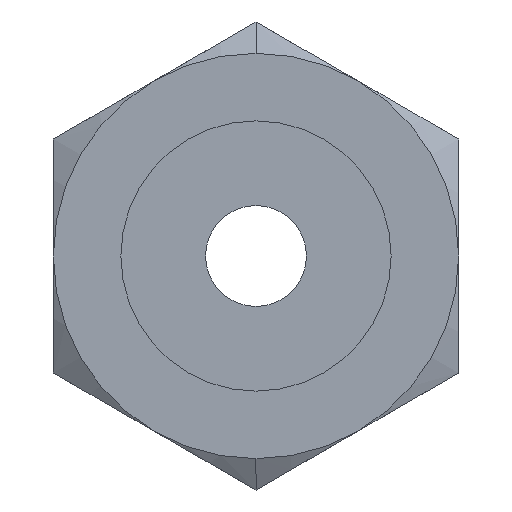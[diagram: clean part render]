
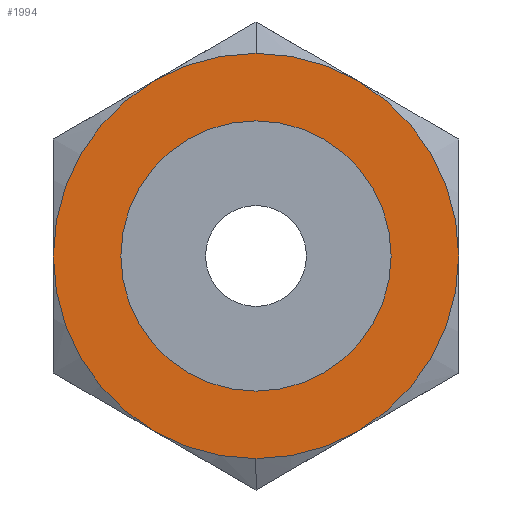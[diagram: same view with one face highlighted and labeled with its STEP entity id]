
A CAD part, left-side view. The second image highlights one B-rep face of the part: STEP entity #1994.
In plain terms, the highlighted planar face has unit normal (-1, 0, 0).
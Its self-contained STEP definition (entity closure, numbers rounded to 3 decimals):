
#311 = VERTEX_POINT ( 'NONE', #10437 ) ;
#340 = VERTEX_POINT ( 'NONE', #7198 ) ;
#468 = CARTESIAN_POINT ( 'NONE',  ( 0., 0., -9.525 ) ) ;
#621 = EDGE_CURVE ( 'NONE', #311, #9105, #2677, .T. ) ;
#955 = DIRECTION ( 'NONE',  ( 1., 0., 0. ) ) ;
#1121 = AXIS2_PLACEMENT_3D ( 'NONE', #9279, #955, #4302 ) ;
#1652 = ORIENTED_EDGE ( 'NONE', *, *, #6221, .F. ) ;
#1794 = CIRCLE ( 'NONE', #9779, 9.525 ) ;
#1994 = ADVANCED_FACE ( 'NONE', ( #2899, #7992 ), #7112, .T. ) ;
#2513 = VERTEX_POINT ( 'NONE', #7309 ) ;
#2677 = CIRCLE ( 'NONE', #1121, 9.525 ) ;
#2899 = FACE_BOUND ( 'NONE', #6909, .T. ) ;
#2933 = ORIENTED_EDGE ( 'NONE', *, *, #2948, .T. ) ;
#2948 = EDGE_CURVE ( 'NONE', #9105, #311, #1794, .T. ) ;
#2992 = EDGE_LOOP ( 'NONE', ( #5940, #1652 ) ) ;
#3226 = AXIS2_PLACEMENT_3D ( 'NONE', #3490, #5085, #3426 ) ;
#3426 = DIRECTION ( 'NONE',  ( 0., 0., -1. ) ) ;
#3490 = CARTESIAN_POINT ( 'NONE',  ( 0., 0., 0. ) ) ;
#4302 = DIRECTION ( 'NONE',  ( 0., 0., 1. ) ) ;
#4476 = EDGE_CURVE ( 'NONE', #2513, #340, #8373, .T. ) ;
#5085 = DIRECTION ( 'NONE',  ( 1., 0., 0. ) ) ;
#5292 = DIRECTION ( 'NONE',  ( 1., 0., 0. ) ) ;
#5365 = DIRECTION ( 'NONE',  ( -1., 0., 0. ) ) ;
#5709 = ORIENTED_EDGE ( 'NONE', *, *, #621, .T. ) ;
#5940 = ORIENTED_EDGE ( 'NONE', *, *, #4476, .F. ) ;
#6221 = EDGE_CURVE ( 'NONE', #340, #2513, #7597, .T. ) ;
#6909 = EDGE_LOOP ( 'NONE', ( #2933, #5709 ) ) ;
#6934 = CARTESIAN_POINT ( 'NONE',  ( 0., 0., 0. ) ) ;
#7112 = PLANE ( 'NONE',  #7167 ) ;
#7167 = AXIS2_PLACEMENT_3D ( 'NONE', #9533, #5365, #7889 ) ;
#7198 = CARTESIAN_POINT ( 'NONE',  ( 0., 0., -14.285 ) ) ;
#7309 = CARTESIAN_POINT ( 'NONE',  ( 0., 0., 14.285 ) ) ;
#7406 = DIRECTION ( 'NONE',  ( 1., 0., 0. ) ) ;
#7597 = CIRCLE ( 'NONE', #3226, 14.285 ) ;
#7866 = DIRECTION ( 'NONE',  ( 0., 0., -1. ) ) ;
#7889 = DIRECTION ( 'NONE',  ( 0., 0., 1. ) ) ;
#7992 = FACE_OUTER_BOUND ( 'NONE', #2992, .T. ) ;
#8373 = CIRCLE ( 'NONE', #9944, 14.285 ) ;
#8894 = CARTESIAN_POINT ( 'NONE',  ( 0., 0., 0. ) ) ;
#9105 = VERTEX_POINT ( 'NONE', #468 ) ;
#9279 = CARTESIAN_POINT ( 'NONE',  ( 0., 0., 0. ) ) ;
#9533 = CARTESIAN_POINT ( 'NONE',  ( 0., 0., 7.143 ) ) ;
#9779 = AXIS2_PLACEMENT_3D ( 'NONE', #6934, #5292, #7866 ) ;
#9944 = AXIS2_PLACEMENT_3D ( 'NONE', #8894, #7406, #10602 ) ;
#10437 = CARTESIAN_POINT ( 'NONE',  ( 0., 0., 9.525 ) ) ;
#10602 = DIRECTION ( 'NONE',  ( 0., 0., 1. ) ) ;
